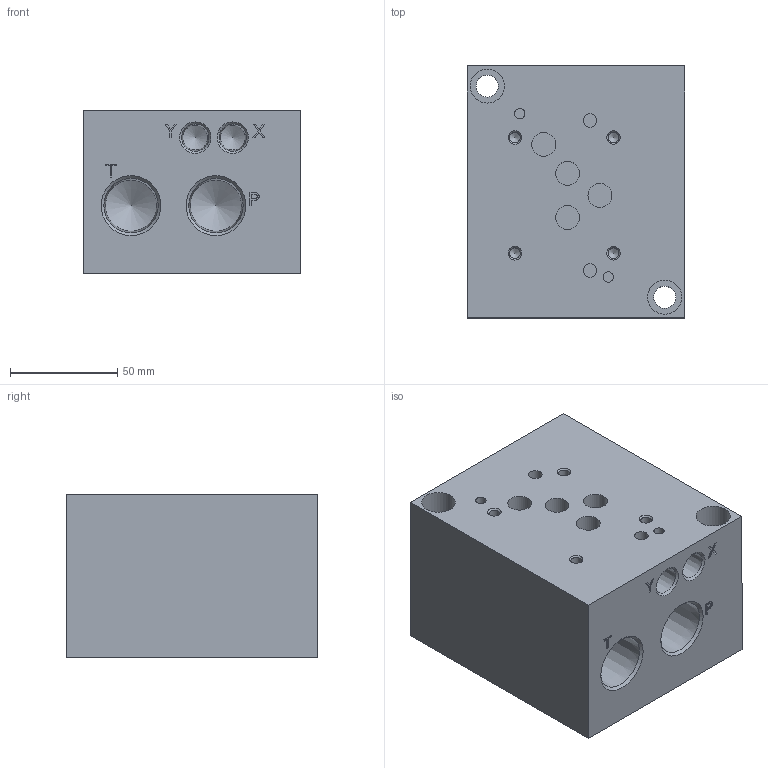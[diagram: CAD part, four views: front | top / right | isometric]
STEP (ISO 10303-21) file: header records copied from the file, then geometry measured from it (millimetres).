
FILE_DESCRIPTION( ( 'STEP AP214' ), ' ' );
FILE_NAME( 'AD05HSPRVC12P.stp', '2018-07-07T13:24:02', ( '' ), ( '' ), ' ', 'PARTsolutions', ' ' );
FILE_SCHEMA( ( 'AUTOMOTIVE_DESIGN { 1 0 10303 214 1 1 1 1 }' ) );
Length unit declared in the file: inch
Products named in the file (1): _AD05HSPRVC12P
Bounding box: 101.6 x 117.6 x 76.2 mm (x, y, z)
Volume: 782371.4 mm3; surface area: 82780.4 mm2
Topology: 1 solids, 1 shells, 305 faces, 786 edges, 516 vertices
Faces by surface type: plane 201, cylinder 62, cone 42
Full cylindrical faces by diameter (mm): 4.801 x2, 4.976 x4, 6.299 x2, 10.312 x2, 11.201 x4, 14.275 x1, 15.875 x2, 15.9 x1, 20.625 x1, 30.175 x1
Entity records: 11264 total; most frequent: CARTESIAN_POINT 1592, DIRECTION 1466, ORIENTED_EDGE 1396, EDGE_CURVE 698, LINE 534, VECTOR 534, VERTEX_POINT 504, AXIS2_PLACEMENT_3D 466
